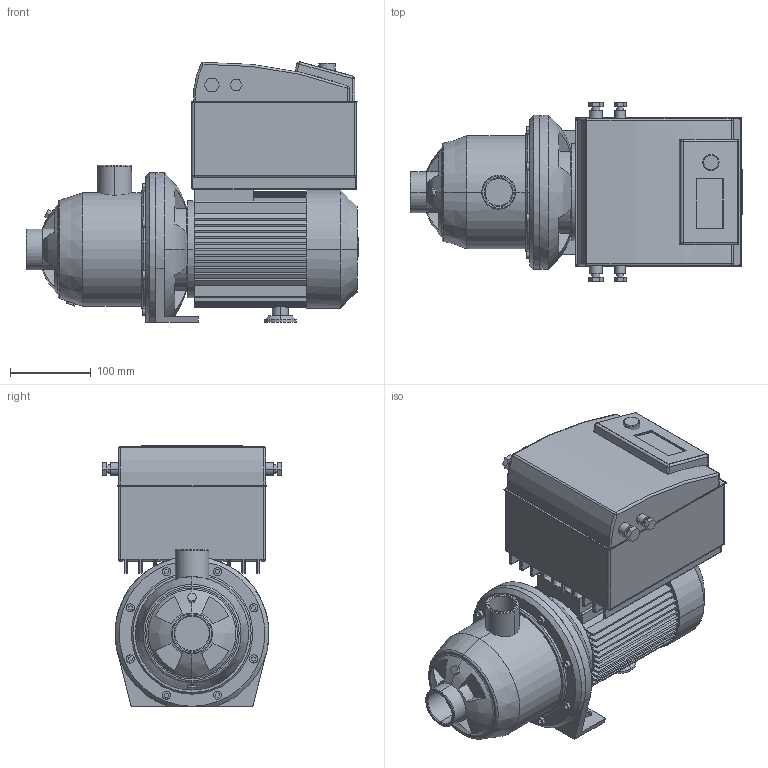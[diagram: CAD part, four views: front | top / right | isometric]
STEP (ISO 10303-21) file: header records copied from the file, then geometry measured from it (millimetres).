
FILE_DESCRIPTION((''),'2;1');
FILE_NAME('3d_MHIE402N-2_V_3-2-2G-4171777.stp','2013-12-06T13:29:41',(''),(''),'Mechanical Desktop 2009','Mechanical Desktop 2009',', , ');
FILE_SCHEMA(('CONFIG_CONTROL_DESIGN'));
Length unit declared in the file: millimetre
Products named in the file (1): Product
Bounding box: 410 x 222 x 321.8 mm (x, y, z)
Volume: 10982949.2 mm3; surface area: 715834.7 mm2
Topology: 10 solids, 12 shells, 786 faces, 2020 edges, 1238 vertices
Faces by surface type: plane 312, cylinder 288, bspline 97, sphere 58, cone 17, torus 14
Entity records: 24781 total; most frequent: CARTESIAN_POINT 5939, ORIENTED_EDGE 3936, DIRECTION 3858, EDGE_CURVE 1968, AXIS2_PLACEMENT_3D 1333, VERTEX_POINT 1238, VECTOR 1192, LINE 1192
